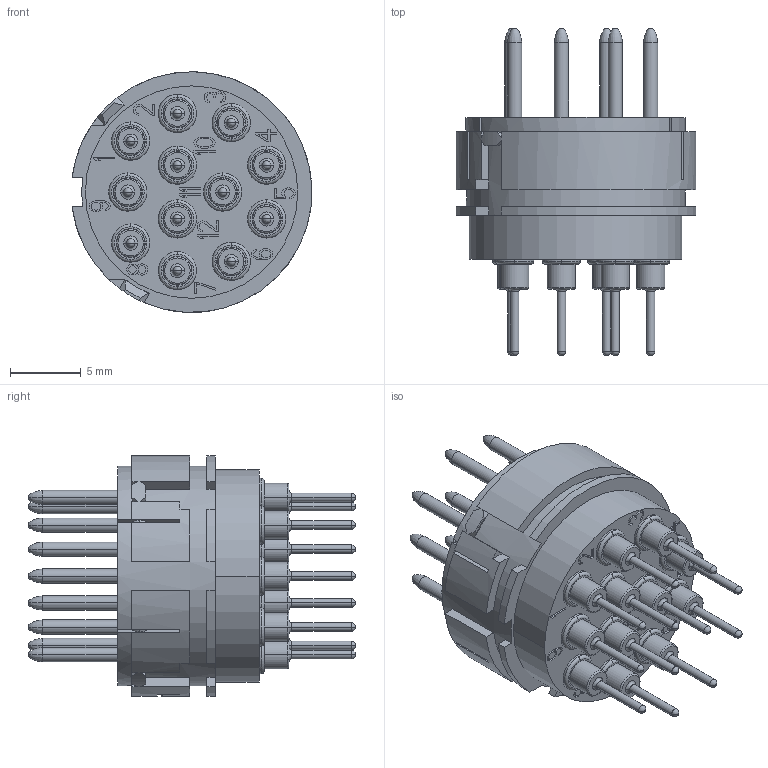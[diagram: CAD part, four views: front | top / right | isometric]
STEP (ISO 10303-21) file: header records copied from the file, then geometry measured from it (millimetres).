
FILE_DESCRIPTION((''),'2;1');
FILE_NAME('HR23-012R-MTHT','2017-07-24T',('tc.chen'),(''),'PRO/ENGINEER BY PARAMETRIC TECHNOLOGY CORPORATION, 2012480','PRO/ENGINEER BY PARAMETRIC TECHNOLOGY CORPORATION, 2012480','');
FILE_SCHEMA(('AUTOMOTIVE_DESIGN { 1 0 10303 214 1 1 1 1 }'));
Length unit declared in the file: millimetre
Products named in the file (1): HR23-012R-MTHT
Bounding box: 16.94 x 23.1 x 16.99 mm (x, y, z)
Volume: 2057.8 mm3; surface area: 3902.1 mm2
Topology: 1 solids, 1 shells, 1642 faces, 4346 edges, 2786 vertices
Faces by surface type: plane 1159, cylinder 259, torus 116, cone 60, sphere 24, bspline 24
Entity records: 53603 total; most frequent: CARTESIAN_POINT 12519, ORIENTED_EDGE 8644, DIRECTION 8314, EDGE_CURVE 4322, VECTOR 3330, LINE 3330, VERTEX_POINT 2786, AXIS2_PLACEMENT_3D 2492
